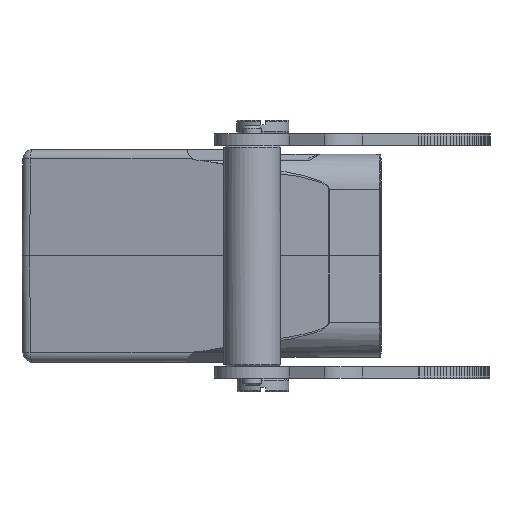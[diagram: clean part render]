
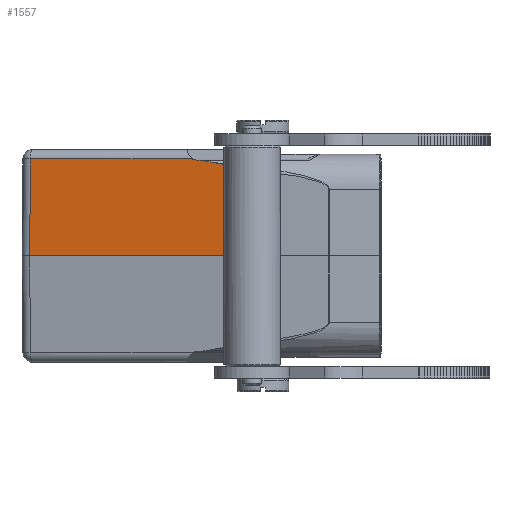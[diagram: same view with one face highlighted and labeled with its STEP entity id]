
A CAD part, left-side view. The second image highlights one B-rep face of the part: STEP entity #1557.
In plain terms, the highlighted planar face has unit normal (-0.982, 0.191, 0.009).
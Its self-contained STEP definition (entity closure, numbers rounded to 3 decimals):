
#511=PLANE('',#12656);
#787=ELLIPSE('',#12639,10.482,2.);
#790=ELLIPSE('',#12653,39.308,7.5);
#915=B_SPLINE_CURVE_WITH_KNOTS('',3,(#21287,#21288,#21289,#21290,#21291,
#21292,#21293,#21294,#21295,#21296),.UNSPECIFIED.,.F.,.F.,(4,3,3,4),(0.,
0.091,0.446,1.),.UNSPECIFIED.);
#1557=ADVANCED_FACE('',(#2431),#511,.T.);
#2431=FACE_OUTER_BOUND('',#3158,.T.);
#3158=EDGE_LOOP('',(#8131,#8132,#8133,#8134,#8135,#8136,#8137,#8138));
#3671=LINE('',#20420,#4544);
#3674=LINE('',#20432,#4547);
#3675=LINE('',#20434,#4548);
#4015=LINE('',#21245,#4888);
#4028=LINE('',#21355,#4901);
#4544=VECTOR('',#15176,1.);
#4547=VECTOR('',#15187,1.);
#4548=VECTOR('',#15190,1.);
#4888=VECTOR('',#15968,1.);
#4901=VECTOR('',#16017,1.);
#8131=ORIENTED_EDGE('',*,*,#10879,.T.);
#8132=ORIENTED_EDGE('',*,*,#10877,.T.);
#8133=ORIENTED_EDGE('',*,*,#10862,.T.);
#8134=ORIENTED_EDGE('',*,*,#10860,.F.);
#8135=ORIENTED_EDGE('',*,*,#10459,.T.);
#8136=ORIENTED_EDGE('',*,*,#10460,.F.);
#8137=ORIENTED_EDGE('',*,*,#10453,.T.);
#8138=ORIENTED_EDGE('',*,*,#10881,.T.);
#8579=VERTEX_POINT('',#17463);
#8990=VERTEX_POINT('',#20421);
#8992=VERTEX_POINT('',#20427);
#8994=VERTEX_POINT('',#20431);
#9247=VERTEX_POINT('',#21246);
#9248=VERTEX_POINT('',#21250);
#9251=VERTEX_POINT('',#21279);
#9252=VERTEX_POINT('',#21297);
#10453=EDGE_CURVE('',#8990,#8579,#3671,.T.);
#10459=EDGE_CURVE('',#8992,#8994,#3674,.T.);
#10460=EDGE_CURVE('',#8990,#8994,#3675,.T.);
#10860=EDGE_CURVE('',#8992,#9247,#4015,.T.);
#10862=EDGE_CURVE('',#9248,#9247,#787,.T.);
#10877=EDGE_CURVE('',#9251,#9248,#790,.T.);
#10879=EDGE_CURVE('',#9252,#9251,#915,.T.);
#10881=EDGE_CURVE('',#8579,#9252,#4028,.T.);
#12639=AXIS2_PLACEMENT_3D('',#21249,#15973,#15974);
#12653=AXIS2_PLACEMENT_3D('',#21278,#16013,#16014);
#12656=AXIS2_PLACEMENT_3D('',#21357,#16020,#16021);
#15176=DIRECTION('',(-0.191,-0.982,0.));
#15187=DIRECTION('',(0.191,0.982,0.));
#15190=DIRECTION('',(0.007,-0.009,1.));
#15968=DIRECTION('',(-0.13,-0.634,-0.763));
#15973=DIRECTION('',(-0.982,0.191,0.009));
#15974=DIRECTION('',(0.191,0.982,-0.002));
#16013=DIRECTION('',(-0.982,0.191,0.009));
#16014=DIRECTION('',(0.191,0.982,-0.002));
#16017=DIRECTION('',(0.009,-0.001,1.));
#16020=DIRECTION('',(-0.982,0.191,0.009));
#16021=DIRECTION('',(-0.191,-0.982,0.));
#17463=CARTESIAN_POINT('',(-44.743,0.048,0.));
#20420=CARTESIAN_POINT('',(-36.514,42.382,0.));
#20421=CARTESIAN_POINT('',(-36.514,42.382,0.));
#20427=CARTESIAN_POINT('',(-43.023,7.954,20.517));
#20431=CARTESIAN_POINT('',(-36.366,42.203,20.517));
#20432=CARTESIAN_POINT('',(-45.944,-7.069,20.517));
#20434=CARTESIAN_POINT('',(-36.511,42.379,0.362));
#21245=CARTESIAN_POINT('',(-43.023,7.954,20.517));
#21246=CARTESIAN_POINT('',(-43.052,7.814,20.349));
#21249=CARTESIAN_POINT('',(-42.29,11.82,18.5));
#21250=CARTESIAN_POINT('',(-43.44,5.83,20.136));
#21278=CARTESIAN_POINT('',(-39.128,28.295,14.));
#21279=CARTESIAN_POINT('',(-43.861,3.676,19.818));
#21287=CARTESIAN_POINT('',(-44.58,0.024,18.83));
#21288=CARTESIAN_POINT('',(-44.564,0.102,18.917));
#21289=CARTESIAN_POINT('',(-44.542,0.212,18.969));
#21290=CARTESIAN_POINT('',(-44.521,0.317,19.018));
#21291=CARTESIAN_POINT('',(-44.44,0.726,19.208));
#21292=CARTESIAN_POINT('',(-44.353,1.169,19.315));
#21293=CARTESIAN_POINT('',(-44.267,1.607,19.419));
#21294=CARTESIAN_POINT('',(-44.133,2.29,19.582));
#21295=CARTESIAN_POINT('',(-43.997,2.983,19.707));
#21296=CARTESIAN_POINT('',(-43.861,3.676,19.818));
#21297=CARTESIAN_POINT('',(-44.58,0.024,18.83));
#21355=CARTESIAN_POINT('',(-44.743,0.048,-0.003));
#21357=CARTESIAN_POINT('',(-46.119,-7.035,0.));
